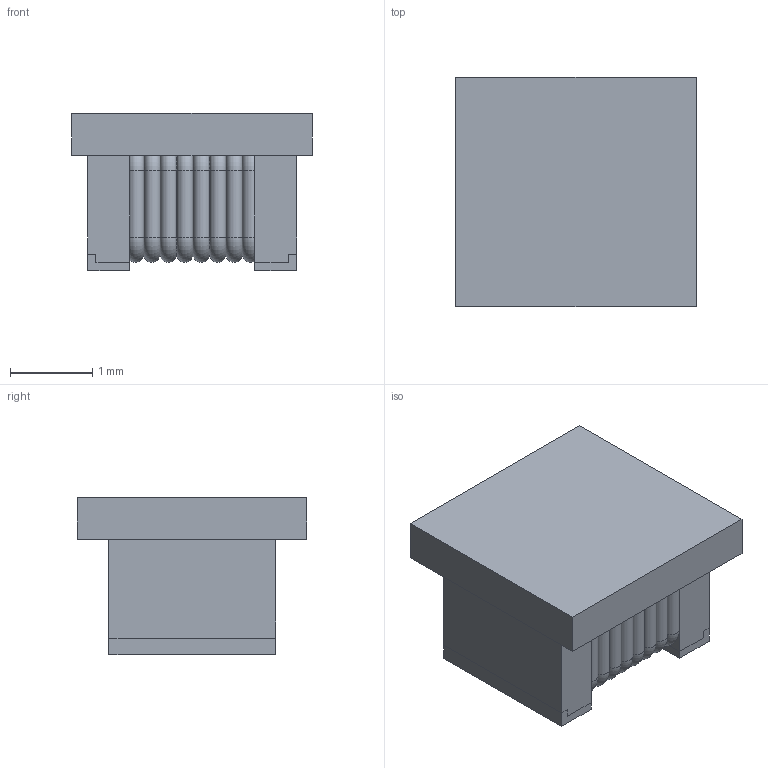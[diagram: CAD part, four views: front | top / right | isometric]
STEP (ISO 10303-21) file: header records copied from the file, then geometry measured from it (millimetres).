
FILE_DESCRIPTION(/* description */ (''),/* implementation_level */ '2;1');
FILE_NAME(/* name */ 'IND_COILCRAFT_1008AF.stp',/* time_stamp */ '2016-03-03T15:05:03+01:00',/* author */ ('riccim'),/* organization */ ('SolidWorks'),/* preprocessor_version */ 'ST-DEVELOPER v15.5',/* originating_system */ 'AutoCAD Mechanical',/* authorisation */ '');
FILE_SCHEMA (('AUTOMOTIVE_DESIGN { 1 0 10303 214 3 1 1 }'));
Length unit declared in the file: millimetre
Products named in the file (1): Product
Bounding box: 2.92 x 2.79 x 1.91 mm (x, y, z)
Volume: 8.7 mm3; surface area: 75.1 mm2
Topology: 13 solids, 13 shells, 126 faces, 236 edges, 136 vertices
Faces by surface type: plane 54, cylinder 40, torus 32
Full cylindrical faces by diameter (mm): 0.2 x40
Entity records: 2742 total; most frequent: DIRECTION 498, CARTESIAN_POINT 427, ORIENTED_EDGE 328, AXIS2_PLACEMENT_3D 207, EDGE_LOOP 198, EDGE_CURVE 164, VERTEX_POINT 136, FACE_OUTER_BOUND 126
